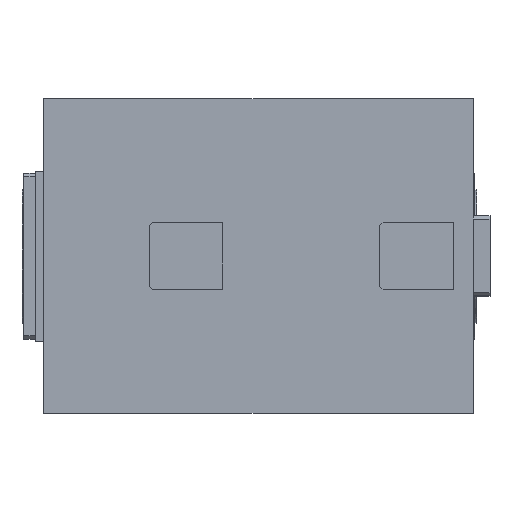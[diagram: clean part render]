
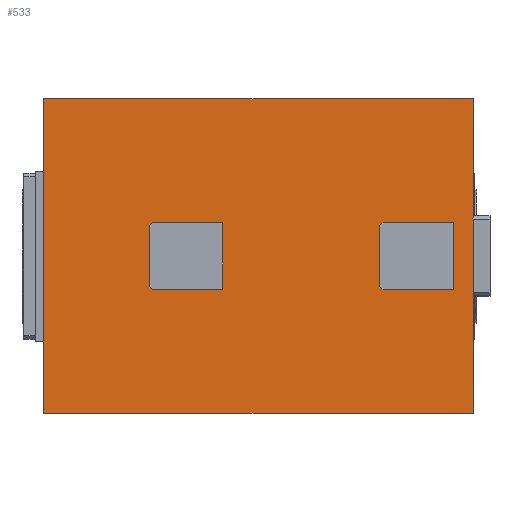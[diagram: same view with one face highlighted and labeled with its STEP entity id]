
A CAD part, top view. The second image highlights one B-rep face of the part: STEP entity #533.
In plain terms, the highlighted planar face has unit normal (0, 0, 1).
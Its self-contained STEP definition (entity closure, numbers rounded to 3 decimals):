
#65=LINE('',#2391,#225);
#68=LINE('',#2397,#228);
#70=LINE('',#2401,#230);
#72=LINE('',#2405,#232);
#74=LINE('',#2409,#234);
#76=LINE('',#2413,#236);
#83=LINE('',#2428,#243);
#86=LINE('',#2434,#246);
#88=LINE('',#2438,#248);
#90=LINE('',#2442,#250);
#92=LINE('',#2446,#252);
#94=LINE('',#2450,#254);
#95=LINE('',#2452,#255);
#96=LINE('',#2455,#256);
#97=LINE('',#2457,#257);
#98=LINE('',#2459,#258);
#99=LINE('',#2461,#259);
#100=LINE('',#2463,#260);
#225=VECTOR('',#1851,1.);
#228=VECTOR('',#1856,1.);
#230=VECTOR('',#1860,1.);
#232=VECTOR('',#1864,1.);
#234=VECTOR('',#1868,1.);
#236=VECTOR('',#1872,1.);
#243=VECTOR('',#1883,1.);
#246=VECTOR('',#1888,1.);
#248=VECTOR('',#1892,1.);
#250=VECTOR('',#1896,1.);
#252=VECTOR('',#1900,1.);
#254=VECTOR('',#1904,1.);
#255=VECTOR('',#1907,1.);
#256=VECTOR('',#1908,1.);
#257=VECTOR('',#1909,1.);
#258=VECTOR('',#1910,1.);
#259=VECTOR('',#1911,1.);
#260=VECTOR('',#1912,1.);
#384=PLANE('',#1662);
#533=ADVANCED_FACE('',(#611,#612,#613),#384,.T.);
#611=FACE_BOUND('',#686,.T.);
#612=FACE_BOUND('',#687,.T.);
#613=FACE_BOUND('',#688,.T.);
#686=EDGE_LOOP('',(#894,#895,#896,#897,#898,#899));
#687=EDGE_LOOP('',(#900,#901,#902,#903,#904,#905));
#688=EDGE_LOOP('',(#906,#907,#908,#909,#910,#911));
#894=ORIENTED_EDGE('',*,*,#1391,.F.);
#895=ORIENTED_EDGE('',*,*,#1393,.F.);
#896=ORIENTED_EDGE('',*,*,#1382,.F.);
#897=ORIENTED_EDGE('',*,*,#1385,.F.);
#898=ORIENTED_EDGE('',*,*,#1387,.F.);
#899=ORIENTED_EDGE('',*,*,#1389,.F.);
#900=ORIENTED_EDGE('',*,*,#1394,.F.);
#901=ORIENTED_EDGE('',*,*,#1395,.F.);
#902=ORIENTED_EDGE('',*,*,#1396,.T.);
#903=ORIENTED_EDGE('',*,*,#1397,.T.);
#904=ORIENTED_EDGE('',*,*,#1398,.T.);
#905=ORIENTED_EDGE('',*,*,#1399,.T.);
#906=ORIENTED_EDGE('',*,*,#1373,.F.);
#907=ORIENTED_EDGE('',*,*,#1375,.F.);
#908=ORIENTED_EDGE('',*,*,#1364,.F.);
#909=ORIENTED_EDGE('',*,*,#1367,.F.);
#910=ORIENTED_EDGE('',*,*,#1369,.F.);
#911=ORIENTED_EDGE('',*,*,#1371,.F.);
#1210=VERTEX_POINT('',#2392);
#1211=VERTEX_POINT('',#2393);
#1212=VERTEX_POINT('',#2398);
#1213=VERTEX_POINT('',#2402);
#1214=VERTEX_POINT('',#2406);
#1215=VERTEX_POINT('',#2410);
#1222=VERTEX_POINT('',#2429);
#1223=VERTEX_POINT('',#2430);
#1224=VERTEX_POINT('',#2435);
#1225=VERTEX_POINT('',#2439);
#1226=VERTEX_POINT('',#2443);
#1227=VERTEX_POINT('',#2447);
#1228=VERTEX_POINT('',#2453);
#1229=VERTEX_POINT('',#2454);
#1230=VERTEX_POINT('',#2456);
#1231=VERTEX_POINT('',#2458);
#1232=VERTEX_POINT('',#2460);
#1233=VERTEX_POINT('',#2462);
#1364=EDGE_CURVE('',#1210,#1211,#65,.T.);
#1367=EDGE_CURVE('',#1212,#1210,#68,.T.);
#1369=EDGE_CURVE('',#1213,#1212,#70,.T.);
#1371=EDGE_CURVE('',#1214,#1213,#72,.T.);
#1373=EDGE_CURVE('',#1215,#1214,#74,.T.);
#1375=EDGE_CURVE('',#1211,#1215,#76,.T.);
#1382=EDGE_CURVE('',#1222,#1223,#83,.T.);
#1385=EDGE_CURVE('',#1224,#1222,#86,.T.);
#1387=EDGE_CURVE('',#1225,#1224,#88,.T.);
#1389=EDGE_CURVE('',#1226,#1225,#90,.T.);
#1391=EDGE_CURVE('',#1227,#1226,#92,.T.);
#1393=EDGE_CURVE('',#1223,#1227,#94,.T.);
#1394=EDGE_CURVE('',#1228,#1229,#95,.T.);
#1395=EDGE_CURVE('',#1230,#1228,#96,.T.);
#1396=EDGE_CURVE('',#1230,#1231,#97,.T.);
#1397=EDGE_CURVE('',#1231,#1232,#98,.T.);
#1398=EDGE_CURVE('',#1232,#1233,#99,.T.);
#1399=EDGE_CURVE('',#1233,#1229,#100,.T.);
#1662=AXIS2_PLACEMENT_3D('',#2464,#1913,#1914);
#1851=DIRECTION('',(-0.707,-0.707,0.));
#1856=DIRECTION('',(-1.,0.,0.));
#1860=DIRECTION('',(0.,1.,0.));
#1864=DIRECTION('',(1.,0.,0.));
#1868=DIRECTION('',(0.707,-0.707,0.));
#1872=DIRECTION('',(0.,-1.,0.));
#1883=DIRECTION('',(-0.707,-0.707,0.));
#1888=DIRECTION('',(-1.,0.,0.));
#1892=DIRECTION('',(0.,1.,0.));
#1896=DIRECTION('',(1.,0.,0.));
#1900=DIRECTION('',(0.707,-0.707,0.));
#1904=DIRECTION('',(0.,-1.,0.));
#1907=DIRECTION('',(1.,0.,0.));
#1908=DIRECTION('',(0.,1.,0.));
#1909=DIRECTION('',(1.,0.,0.));
#1910=DIRECTION('',(0.,1.,0.));
#1911=DIRECTION('',(0.,1.,0.));
#1912=DIRECTION('',(0.,1.,0.));
#1913=DIRECTION('',(0.,0.,1.));
#1914=DIRECTION('',(1.,0.,0.));
#2391=CARTESIAN_POINT('',(-27.,10.,0.));
#2392=CARTESIAN_POINT('',(-27.,10.,0.));
#2393=CARTESIAN_POINT('',(-28.,9.,0.));
#2397=CARTESIAN_POINT('',(-6.,10.,0.));
#2398=CARTESIAN_POINT('',(-6.,10.,0.));
#2401=CARTESIAN_POINT('',(-6.,-10.,0.));
#2402=CARTESIAN_POINT('',(-6.,-10.,0.));
#2405=CARTESIAN_POINT('',(-27.,-10.,0.));
#2406=CARTESIAN_POINT('',(-27.,-10.,0.));
#2409=CARTESIAN_POINT('',(-28.,-9.,0.));
#2410=CARTESIAN_POINT('',(-28.,-9.,0.));
#2413=CARTESIAN_POINT('',(-28.,9.,0.));
#2428=CARTESIAN_POINT('',(-96.,10.,0.));
#2429=CARTESIAN_POINT('',(-96.,10.,0.));
#2430=CARTESIAN_POINT('',(-97.,9.,0.));
#2434=CARTESIAN_POINT('',(-75.,10.,0.));
#2435=CARTESIAN_POINT('',(-75.,10.,0.));
#2438=CARTESIAN_POINT('',(-75.,-10.,0.));
#2439=CARTESIAN_POINT('',(-75.,-10.,0.));
#2442=CARTESIAN_POINT('',(-96.,-10.,0.));
#2443=CARTESIAN_POINT('',(-96.,-10.,0.));
#2446=CARTESIAN_POINT('',(-97.,-9.,0.));
#2447=CARTESIAN_POINT('',(-97.,-9.,0.));
#2450=CARTESIAN_POINT('',(-97.,9.,0.));
#2452=CARTESIAN_POINT('',(0.,47.,0.));
#2453=CARTESIAN_POINT('',(-128.5,47.,0.));
#2454=CARTESIAN_POINT('',(0.,47.,0.));
#2455=CARTESIAN_POINT('',(-128.5,-47.,0.));
#2456=CARTESIAN_POINT('',(-128.5,-47.,0.));
#2457=CARTESIAN_POINT('',(0.,-47.,0.));
#2458=CARTESIAN_POINT('',(0.,-47.,0.));
#2459=CARTESIAN_POINT('',(0.,-47.,0.));
#2460=CARTESIAN_POINT('',(0.,-12.,0.));
#2461=CARTESIAN_POINT('',(0.,-47.,0.));
#2462=CARTESIAN_POINT('',(0.,12.,0.));
#2463=CARTESIAN_POINT('',(0.,-47.,0.));
#2464=CARTESIAN_POINT('',(0.,-47.,0.));
